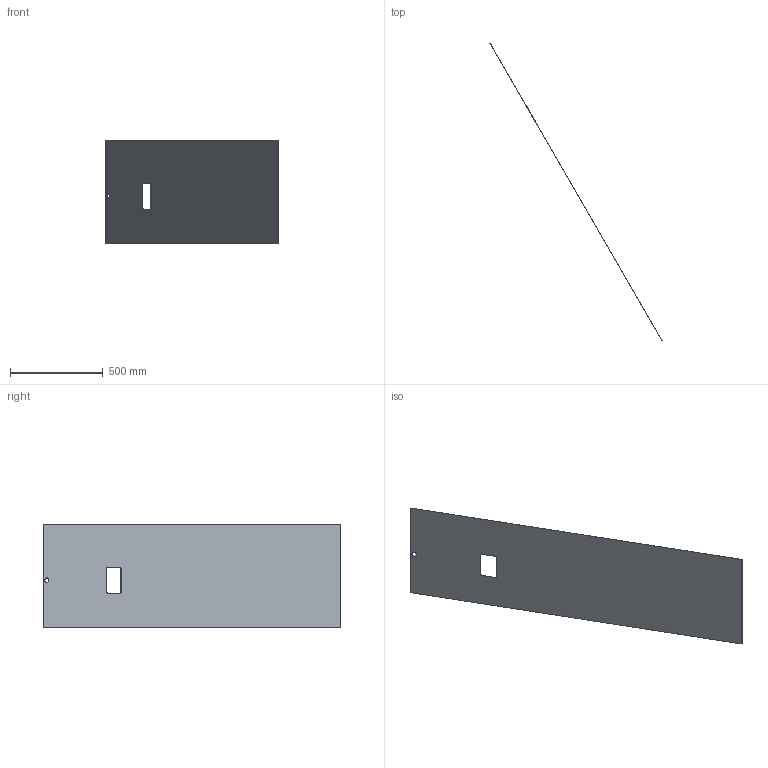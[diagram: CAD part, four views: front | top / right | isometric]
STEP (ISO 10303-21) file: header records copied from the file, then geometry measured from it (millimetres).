
FILE_DESCRIPTION (( 'STEP AP214' ), '1' );
FILE_NAME ('D1000559-v3.STEP', '2013-02-22T19:03:54', ( 'ligo' ), ( 'Microsoft' ), 'SwSTEP 2.0', 'SolidWorks 2013', '' );
FILE_SCHEMA (( 'AUTOMOTIVE_DESIGN' ));
Length unit declared in the file: inch
Products named in the file (1): D1000559-v3
Bounding box: 927.33 x 1604.97 x 557.71 mm (x, y, z)
Volume: 1243920.9 mm3; surface area: 2047074.2 mm2
Topology: 1 solids, 1 shells, 16 faces, 42 edges, 28 vertices
Faces by surface type: plane 10, bspline 6
Entity records: 980 total; most frequent: CARTESIAN_POINT 595, ORIENTED_EDGE 84, EDGE_CURVE 42, DIRECTION 42, VERTEX_POINT 28, B_SPLINE_CURVE_WITH_KNOTS 22, LINE 20, VECTOR 20
